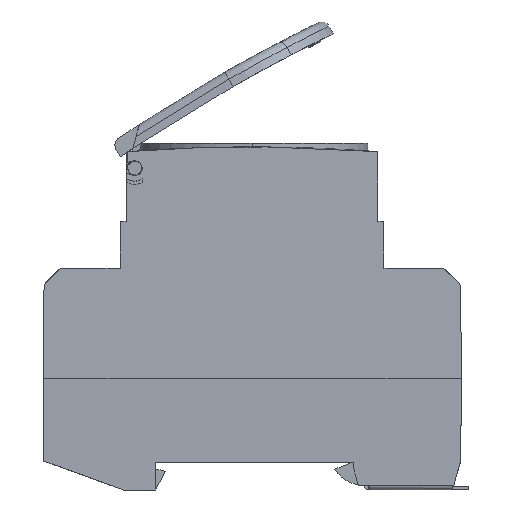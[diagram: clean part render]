
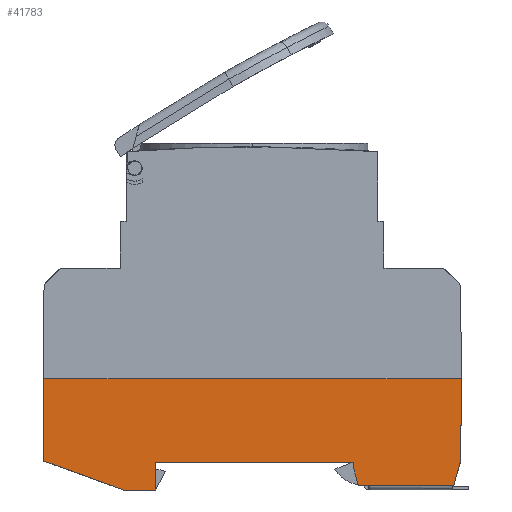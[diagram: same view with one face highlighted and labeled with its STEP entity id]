
A CAD part, left-side view. The second image highlights one B-rep face of the part: STEP entity #41783.
In plain terms, the highlighted planar face has unit normal (-1, 0, -0.009).
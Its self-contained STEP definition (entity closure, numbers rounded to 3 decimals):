
#766 = VECTOR ( 'NONE', #1298, 1000. ) ;
#778 = VECTOR ( 'NONE', #1870, 1000. ) ;
#779 = VECTOR ( 'NONE', #1311, 1000. ) ;
#805 = VECTOR ( 'NONE', #1227, 1000. ) ;
#858 = VECTOR ( 'NONE', #1497, 1000. ) ;
#862 = VECTOR ( 'NONE', #1357, 1000. ) ;
#867 = VECTOR ( 'NONE', #1400, 1000. ) ;
#869 = VECTOR ( 'NONE', #1491, 1000. ) ;
#878 = VECTOR ( 'NONE', #1374, 1000. ) ;
#881 = VECTOR ( 'NONE', #1534, 1000. ) ;
#976 = VECTOR ( 'NONE', #1898, 1000. ) ;
#1227 = DIRECTION ( 'NONE',  ( 0.009, 0.009, -1. ) ) ;
#1242 = CARTESIAN_POINT ( 'NONE',  ( -22.498, -38.045, -25.2 ) ) ;
#1243 = LINE ( 'NONE', #1242, #805 ) ;
#1278 = CARTESIAN_POINT ( 'NONE',  ( -22.328, 65.75, -44.6 ) ) ;
#1291 = LINE ( 'NONE', #1297, #779 ) ;
#1297 = CARTESIAN_POINT ( 'NONE',  ( -22.355, -18.5, -41.55 ) ) ;
#1298 = DIRECTION ( 'NONE',  ( 0., 1., 0. ) ) ;
#1300 = LINE ( 'NONE', #1278, #766 ) ;
#1311 = DIRECTION ( 'NONE',  ( -0.009, 0., 1. ) ) ;
#1333 = CARTESIAN_POINT ( 'NONE',  ( -22.367, 37.825, -40.136 ) ) ;
#1353 = LINE ( 'NONE', #1333, #862 ) ;
#1357 = DIRECTION ( 'NONE',  ( -0.009, 0.009, 1. ) ) ;
#1367 = CARTESIAN_POINT ( 'NONE',  ( -22.321, 23.363, -45.4 ) ) ;
#1373 = LINE ( 'NONE', #1367, #878 ) ;
#1374 = DIRECTION ( 'NONE',  ( -0.003, 0.94, 0.342 ) ) ;
#1380 = CARTESIAN_POINT ( 'NONE',  ( -22.498, 23.975, -25.2 ) ) ;
#1382 = CARTESIAN_POINT ( 'NONE',  ( -22.498, -7.992, -25.2 ) ) ;
#1387 = CARTESIAN_POINT ( 'NONE',  ( -22.368, -37.915, -40.055 ) ) ;
#1396 = CARTESIAN_POINT ( 'NONE',  ( -22.498, 7.992, -25.2 ) ) ;
#1400 = DIRECTION ( 'NONE',  ( 0.008, 0.267, -0.964 ) ) ;
#1411 = CARTESIAN_POINT ( 'NONE',  ( -22.498, -23.975, -25.2 ) ) ;
#1420 = LINE ( 'NONE', #1387, #867 ) ;
#1491 = DIRECTION ( 'NONE',  ( 0.009, 0., -1. ) ) ;
#1492 = LINE ( 'NONE', #1526, #881 ) ;
#1497 = DIRECTION ( 'NONE',  ( 0., 1., 0. ) ) ;
#1510 = CARTESIAN_POINT ( 'NONE',  ( -22.321, 65.75, -45.4 ) ) ;
#1514 = CARTESIAN_POINT ( 'NONE',  ( -22.301, 17.5, -47.702 ) ) ;
#1515 = LINE ( 'NONE', #1514, #869 ) ;
#1521 = LINE ( 'NONE', #1510, #858 ) ;
#1526 = CARTESIAN_POINT ( 'NONE',  ( -22.365, 65.75, -40.35 ) ) ;
#1534 = DIRECTION ( 'NONE',  ( 0., 1., 0. ) ) ;
#1784 = LINE ( 'NONE', #1831, #778 ) ;
#1831 = CARTESIAN_POINT ( 'NONE',  ( -22.498, 65.75, -25.2 ) ) ;
#1870 = DIRECTION ( 'NONE',  ( 0., -1., 0. ) ) ;
#1883 = LINE ( 'NONE', #1911, #976 ) ;
#1898 = DIRECTION ( 'NONE',  ( -0.008, 0.259, 0.966 ) ) ;
#1911 = CARTESIAN_POINT ( 'NONE',  ( -22.328, -19.317, -44.6 ) ) ;
#1946 = CARTESIAN_POINT ( 'NONE',  ( -22.498, 65.75, -25.2 ) ) ;
#1950 = DIRECTION ( 'NONE',  ( 0., -1., 0. ) ) ;
#1969 = LINE ( 'NONE', #1946, #3395 ) ;
#3395 = VECTOR ( 'NONE', #1950, 1000. ) ;
#21872 = AXIS2_PLACEMENT_3D ( 'NONE', #58526, #58534, #58536 ) ;
#31962 = CARTESIAN_POINT ( 'NONE',  ( -22.328, -19.317, -44.6 ) ) ;
#31973 = CARTESIAN_POINT ( 'NONE',  ( -22.355, -18.5, -41.55 ) ) ;
#31985 = CARTESIAN_POINT ( 'NONE',  ( -22.328, -36.655, -44.6 ) ) ;
#31987 = CARTESIAN_POINT ( 'NONE',  ( -22.498, 37.955, -25.2 ) ) ;
#32006 = CARTESIAN_POINT ( 'NONE',  ( -22.368, -37.915, -40.055 ) ) ;
#32008 = CARTESIAN_POINT ( 'NONE',  ( -22.367, 37.825, -40.136 ) ) ;
#32020 = CARTESIAN_POINT ( 'NONE',  ( -22.498, 23.975, -25.2 ) ) ;
#32022 = CARTESIAN_POINT ( 'NONE',  ( -22.365, 17.5, -40.35 ) ) ;
#32032 = CARTESIAN_POINT ( 'NONE',  ( -22.321, 17.5, -45.4 ) ) ;
#32070 = CARTESIAN_POINT ( 'NONE',  ( -22.498, -38.045, -25.2 ) ) ;
#32074 = CARTESIAN_POINT ( 'NONE',  ( -22.321, 23.363, -45.4 ) ) ;
#32078 = CARTESIAN_POINT ( 'NONE',  ( -22.365, -18.5, -40.35 ) ) ;
#32080 = CARTESIAN_POINT ( 'NONE',  ( -22.498, -23.975, -25.2 ) ) ;
#33684 = EDGE_CURVE ( 'NONE', #38869, #38858, #1243, .T. ) ;
#33693 = EDGE_CURVE ( 'NONE', #38894, #38932, #1300, .T. ) ;
#33699 = EDGE_CURVE ( 'NONE', #38864, #38911, #1291, .T. ) ;
#33703 = EDGE_CURVE ( 'NONE', #38880, #38863, #1373, .T. ) ;
#33705 = EDGE_CURVE ( 'NONE', #38863, #38861, #1353, .T. ) ;
#33717 = EDGE_CURVE ( 'NONE', #38896, #38893, #58009, .T. ) ;
#33719 = EDGE_CURVE ( 'NONE', #38858, #38894, #1420, .T. ) ;
#33728 = EDGE_CURVE ( 'NONE', #38877, #38909, #1515, .T. ) ;
#33729 = EDGE_CURVE ( 'NONE', #38911, #38877, #1492, .T. ) ;
#33731 = EDGE_CURVE ( 'NONE', #38909, #38880, #1521, .T. ) ;
#33780 = EDGE_CURVE ( 'NONE', #38861, #38896, #1784, .T. ) ;
#33789 = EDGE_CURVE ( 'NONE', #38932, #38864, #1883, .T. ) ;
#33803 = EDGE_CURVE ( 'NONE', #38893, #38869, #1969, .T. ) ;
#35971 = EDGE_LOOP ( 'NONE', ( #38668, #38780, #38771, #38703, #38755, #38728, #38682, #38707, #38685, #38774, #38683, #38778, #38671 ) ) ;
#38668 = ORIENTED_EDGE ( 'NONE', *, *, #33719, .F. ) ;
#38671 = ORIENTED_EDGE ( 'NONE', *, *, #33693, .F. ) ;
#38682 = ORIENTED_EDGE ( 'NONE', *, *, #33703, .F. ) ;
#38683 = ORIENTED_EDGE ( 'NONE', *, *, #33699, .F. ) ;
#38685 = ORIENTED_EDGE ( 'NONE', *, *, #33728, .F. ) ;
#38703 = ORIENTED_EDGE ( 'NONE', *, *, #33717, .F. ) ;
#38707 = ORIENTED_EDGE ( 'NONE', *, *, #33731, .F. ) ;
#38728 = ORIENTED_EDGE ( 'NONE', *, *, #33705, .F. ) ;
#38755 = ORIENTED_EDGE ( 'NONE', *, *, #33780, .F. ) ;
#38771 = ORIENTED_EDGE ( 'NONE', *, *, #33803, .F. ) ;
#38774 = ORIENTED_EDGE ( 'NONE', *, *, #33729, .F. ) ;
#38778 = ORIENTED_EDGE ( 'NONE', *, *, #33789, .F. ) ;
#38780 = ORIENTED_EDGE ( 'NONE', *, *, #33684, .F. ) ;
#38858 = VERTEX_POINT ( 'NONE', #32006 ) ;
#38861 = VERTEX_POINT ( 'NONE', #31987 ) ;
#38863 = VERTEX_POINT ( 'NONE', #32008 ) ;
#38864 = VERTEX_POINT ( 'NONE', #31973 ) ;
#38869 = VERTEX_POINT ( 'NONE', #32070 ) ;
#38877 = VERTEX_POINT ( 'NONE', #32022 ) ;
#38880 = VERTEX_POINT ( 'NONE', #32074 ) ;
#38893 = VERTEX_POINT ( 'NONE', #32080 ) ;
#38894 = VERTEX_POINT ( 'NONE', #31985 ) ;
#38896 = VERTEX_POINT ( 'NONE', #32020 ) ;
#38909 = VERTEX_POINT ( 'NONE', #32032 ) ;
#38911 = VERTEX_POINT ( 'NONE', #32078 ) ;
#38932 = VERTEX_POINT ( 'NONE', #31962 ) ;
#41783 = ADVANCED_FACE ( 'NONE', ( #58522 ), #58514, .F. ) ;
#58009 = B_SPLINE_CURVE_WITH_KNOTS ( 'NONE', 3,
 ( #1380, #1396, #1382, #1411 ),
 .UNSPECIFIED., .F., .F.,
 ( 4, 4 ),
 ( 0., 1. ),
 .UNSPECIFIED. ) ;
#58514 = PLANE ( 'NONE',  #21872 ) ;
#58522 = FACE_OUTER_BOUND ( 'NONE', #35971, .T. ) ;
#58526 = CARTESIAN_POINT ( 'NONE',  ( -22.301, 65.75, -47.702 ) ) ;
#58534 = DIRECTION ( 'NONE',  ( 1., 0., 0.009 ) ) ;
#58536 = DIRECTION ( 'NONE',  ( 0.009, 0., -1. ) ) ;
